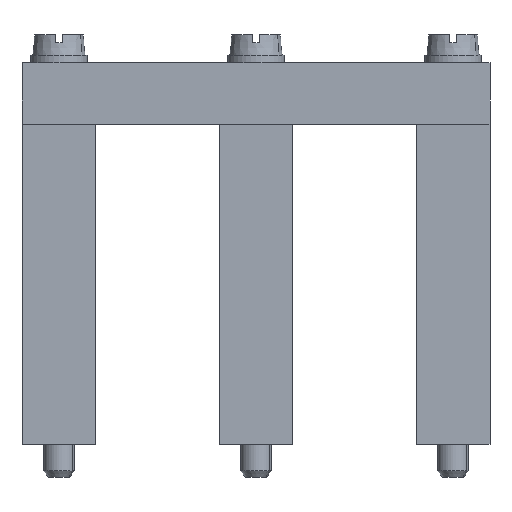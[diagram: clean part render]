
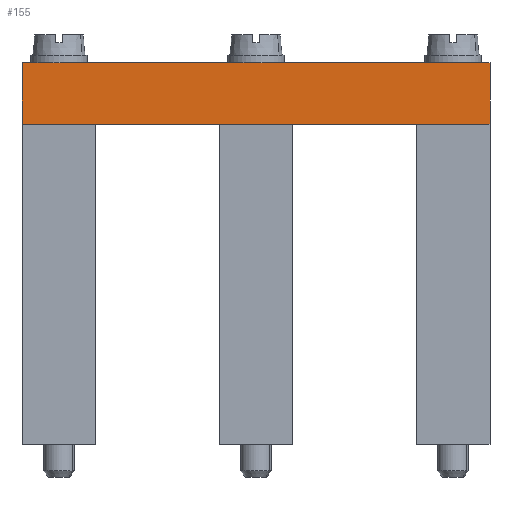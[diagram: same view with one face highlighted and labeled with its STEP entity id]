
A CAD part, front view. The second image highlights one B-rep face of the part: STEP entity #155.
In plain terms, the highlighted planar face has unit normal (0, -1, 0).
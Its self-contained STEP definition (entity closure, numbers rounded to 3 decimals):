
#137=AXIS2_PLACEMENT_3D('Plane Axis2P3D',#134,#135,#136) ;
#37=CARTESIAN_POINT('Line Origine',(76.,0.,62.3)) ;
#41=CARTESIAN_POINT('Vertex',(76.,0.,57.3)) ;
#43=CARTESIAN_POINT('Vertex',(76.,0.,67.3)) ;
#112=CARTESIAN_POINT('Vertex',(0.,0.,57.3)) ;
#115=CARTESIAN_POINT('Line Origine',(0.,0.,62.3)) ;
#119=CARTESIAN_POINT('Vertex',(0.,0.,67.3)) ;
#134=CARTESIAN_POINT('Axis2P3D Location',(76.,0.,57.3)) ;
#139=CARTESIAN_POINT('Line Origine',(38.,0.,57.3)) ;
#144=CARTESIAN_POINT('Line Origine',(38.,0.,67.3)) ;
#38=DIRECTION('Vector Direction',(0.,0.,1.)) ;
#116=DIRECTION('Vector Direction',(0.,0.,1.)) ;
#135=DIRECTION('Axis2P3D Direction',(0.,1.,0.)) ;
#136=DIRECTION('Axis2P3D XDirection',(-1.,0.,0.)) ;
#140=DIRECTION('Vector Direction',(-1.,0.,0.)) ;
#145=DIRECTION('Vector Direction',(-1.,0.,0.)) ;
#39=VECTOR('Line Direction',#38,1.) ;
#117=VECTOR('Line Direction',#116,1.) ;
#141=VECTOR('Line Direction',#140,1.) ;
#146=VECTOR('Line Direction',#145,1.) ;
#150=ORIENTED_EDGE('',*,*,#121,.F.) ;
#151=ORIENTED_EDGE('',*,*,#143,.T.) ;
#152=ORIENTED_EDGE('',*,*,#45,.T.) ;
#153=ORIENTED_EDGE('',*,*,#148,.F.) ;
#155=ADVANCED_FACE('15575_QL_3_WQV_120.1\\Koerper.2',(#154),#138,.F.) ;
#45=EDGE_CURVE('',#42,#44,#40,.T.) ;
#121=EDGE_CURVE('',#113,#120,#118,.T.) ;
#143=EDGE_CURVE('',#113,#42,#142,.F.) ;
#148=EDGE_CURVE('',#120,#44,#147,.F.) ;
#149=EDGE_LOOP('',(#150,#151,#152,#153)) ;
#154=FACE_OUTER_BOUND('',#149,.T.) ;
#40=LINE('Line',#37,#39) ;
#118=LINE('Line',#115,#117) ;
#142=LINE('Line',#139,#141) ;
#147=LINE('Line',#144,#146) ;
#138=PLANE('',#137) ;
#42=VERTEX_POINT('',#41) ;
#44=VERTEX_POINT('',#43) ;
#113=VERTEX_POINT('',#112) ;
#120=VERTEX_POINT('',#119) ;
